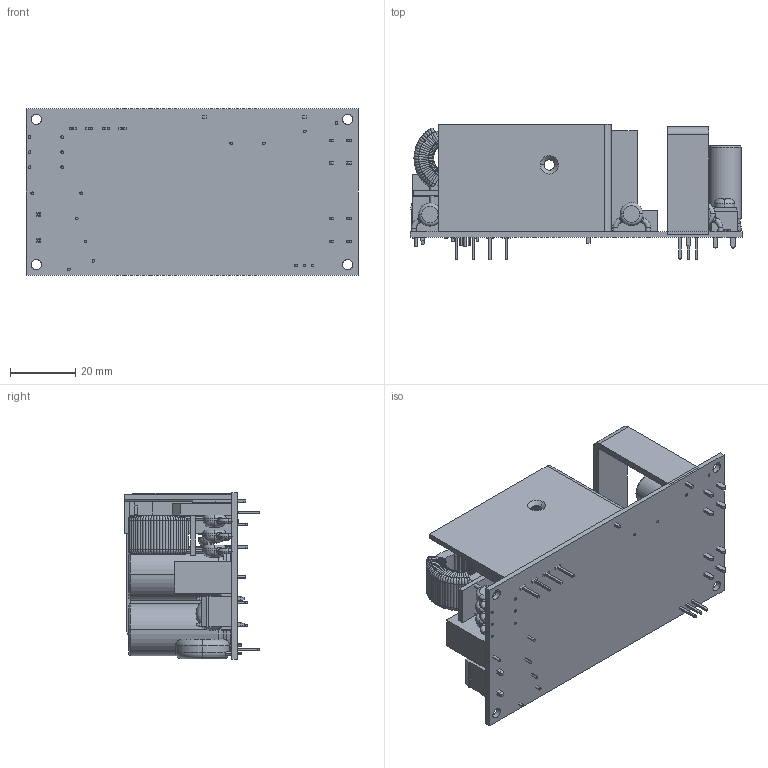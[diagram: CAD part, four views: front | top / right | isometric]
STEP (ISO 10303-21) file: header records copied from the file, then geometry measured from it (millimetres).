
FILE_DESCRIPTION((''),'2;1');
FILE_NAME('MPE-S203_ASM','2020-07-27T',('Annie'),(''),'PRO/ENGINEER BY PARAMETRIC TECHNOLOGY CORPORATION, 2011080','PRO/ENGINEER BY PARAMETRIC TECHNOLOGY CORPORATION, 2011080','');
FILE_SCHEMA(('CONFIG_CONTROL_DESIGN','SHAPE_APPEARANCE_LAYERS_GROUPS'));
Length unit declared in the file: millimetre
Products named in the file (22): 850-S20X; 800-S20S; HEAT_SINK_PIN; 800-S20S_ASM; 800-S20P_AF0; 800-S20P_ASM; 707-820W; 710-B2P3; 201-0222-ZE-D10X26-5; 201-0147-LFNEW-D10X14-5; 240-0115-QW-D18X31-5; 240-0112-QWNEW-D16X31-5; 259-M210-Y1; 250-S447; 181-T471-M; 190-SCK0-56; PCBA02; 390-; 800-S20P-2; 460-2010-P; 410-GB6K; MPE-S203_ASM
Assembly tree (28 placements, depth 3):
  MPE-S203_ASM
    850-S20X
    800-S20S_ASM
      800-S20S
      HEAT_SINK_PIN
    800-S20P_ASM
      800-S20P_AF0
      HEAT_SINK_PIN
    707-820W  x2
    710-B2P3
    201-0222-ZE-D10X26-5
    201-0147-LFNEW-D10X14-5  x2
    240-0115-QW-D18X31-5
    240-0112-QWNEW-D16X31-5
    259-M210-Y1  x5
    250-S447
    181-T471-M
    190-SCK0-56
    PCBA02
    390-
    800-S20P-2
    460-2010-P
    410-GB6K
Bounding box: 101.6 x 41.56 x 50.8 mm (x, y, z)
Volume: 67468.7 mm3; surface area: 40532.5 mm2
Topology: 30 solids, 30 shells, 1636 faces, 4427 edges, 2890 vertices
Faces by surface type: cylinder 582, torus 506, plane 466, bspline 76, cone 6
Entity records: 49408 total; most frequent: CARTESIAN_POINT 13443, DIRECTION 7888, ORIENTED_EDGE 7560, EDGE_CURVE 3780, AXIS2_PLACEMENT_3D 3395, VERTEX_POINT 2492, CIRCLE 1998, EDGE_LOOP 1416
